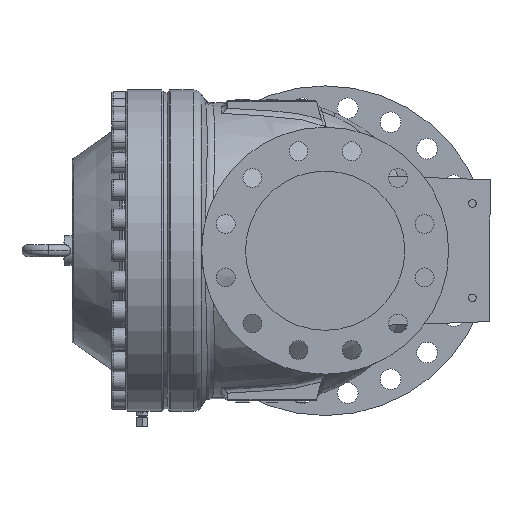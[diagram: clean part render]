
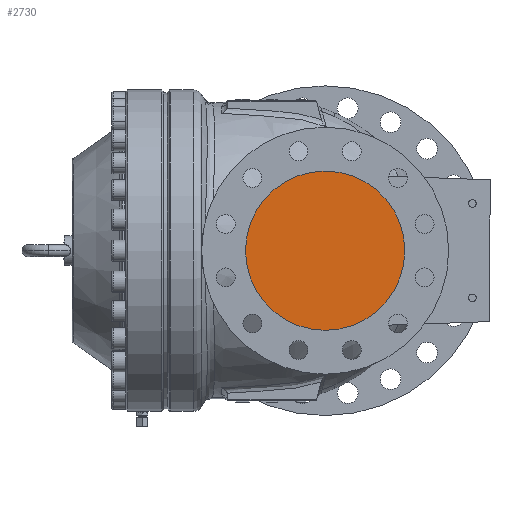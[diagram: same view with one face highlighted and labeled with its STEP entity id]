
A CAD part, left-side view. The second image highlights one B-rep face of the part: STEP entity #2730.
In plain terms, the highlighted planar face has unit normal (-1, 0, 0).
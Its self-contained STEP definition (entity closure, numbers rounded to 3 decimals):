
#2730 = ADVANCED_FACE ( 'Defeature ausgef�hrt1_2', ( #251562 ), #36332, .F. ) ;
#8463 = EDGE_CURVE ( 'Defeature ausgef�hrt1_3+Defeature ausgef�hrt1_2+Defeature ausgef�hrt1_2+Defeature ausgef�hrt1_2', #223105, #126222, #11530, .T. ) ;
#11530 = CIRCLE ( 'NONE', #249665, 135. ) ;
#15235 = EDGE_LOOP ( 'NONE', ( #147721, #152197 ) ) ;
#24296 = AXIS2_PLACEMENT_3D ( 'NONE', #79281, #273962, #252910 ) ;
#29681 = CARTESIAN_POINT ( 'NONE',  ( -380., 0., 0. ) ) ;
#36292 = DIRECTION ( 'NONE',  ( 0., 0., -1. ) ) ;
#36332 = PLANE ( 'NONE',  #24296 ) ;
#40467 = CARTESIAN_POINT ( 'NONE',  ( -380., 0., -135. ) ) ;
#79281 = CARTESIAN_POINT ( 'NONE',  ( -380., 0., 0. ) ) ;
#82961 = DIRECTION ( 'NONE',  ( 1., 0., 0. ) ) ;
#117164 = AXIS2_PLACEMENT_3D ( 'NONE', #29681, #248214, #140413 ) ;
#126222 = VERTEX_POINT ( 'NONE', #183113 ) ;
#140413 = DIRECTION ( 'NONE',  ( 0., 0., -1. ) ) ;
#146893 = CARTESIAN_POINT ( 'NONE',  ( -380., 0., 0. ) ) ;
#147721 = ORIENTED_EDGE ( 'NONE', *, *, #194928, .F. ) ;
#152197 = ORIENTED_EDGE ( 'NONE', *, *, #8463, .F. ) ;
#179918 = CIRCLE ( 'NONE', #117164, 135. ) ;
#183113 = CARTESIAN_POINT ( 'NONE',  ( -380., 0., 135. ) ) ;
#194928 = EDGE_CURVE ( 'Defeature ausgef�hrt1_3+Defeature ausgef�hrt1_2+Defeature ausgef�hrt1_2+Defeature ausgef�hrt1_2', #126222, #223105, #179918, .T. ) ;
#223105 = VERTEX_POINT ( 'NONE', #40467 ) ;
#248214 = DIRECTION ( 'NONE',  ( 1., 0., 0. ) ) ;
#249665 = AXIS2_PLACEMENT_3D ( 'NONE', #146893, #82961, #36292 ) ;
#251562 = FACE_OUTER_BOUND ( 'NONE', #15235, .T. ) ;
#252910 = DIRECTION ( 'NONE',  ( 0., 0., -1. ) ) ;
#273962 = DIRECTION ( 'NONE',  ( 1., 0., 0. ) ) ;
